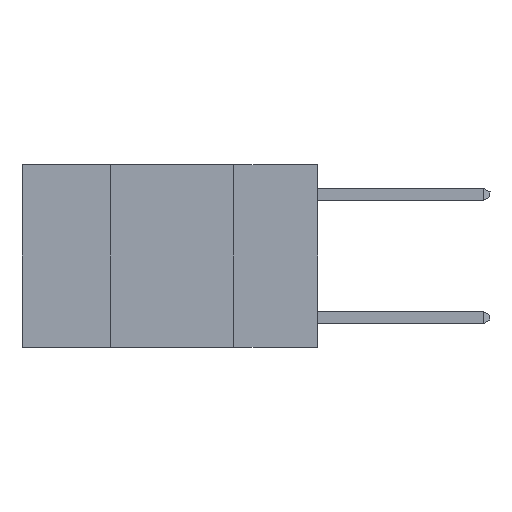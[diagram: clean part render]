
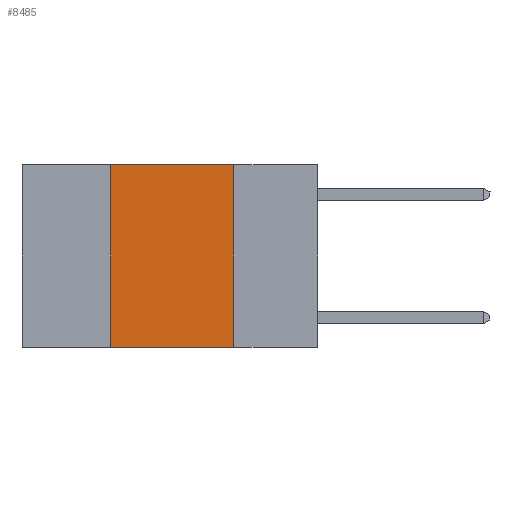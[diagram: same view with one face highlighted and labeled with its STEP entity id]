
A CAD part, left-side view. The second image highlights one B-rep face of the part: STEP entity #8485.
In plain terms, the highlighted planar face has unit normal (-1, 0, 0).
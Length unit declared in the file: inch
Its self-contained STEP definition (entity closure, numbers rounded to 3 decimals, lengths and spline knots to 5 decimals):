
#1274 = VECTOR ( 'NONE', #2624, 39.37008 ) ;
#1495 = CARTESIAN_POINT ( 'NONE',  ( 0., 0.17, 0. ) ) ;
#1516 = DIRECTION ( 'NONE',  ( 0., -1., 0. ) ) ;
#1833 = ORIENTED_EDGE ( 'NONE', *, *, #7798, .F. ) ;
#1873 = VECTOR ( 'NONE', #5597, 39.37008 ) ;
#1884 = CARTESIAN_POINT ( 'NONE',  ( 0., 0.17, 0. ) ) ;
#2171 = VECTOR ( 'NONE', #1516, 39.37008 ) ;
#2374 = CARTESIAN_POINT ( 'NONE',  ( 0., 0.6, 0. ) ) ;
#2392 = CARTESIAN_POINT ( 'NONE',  ( 0., 0.6, 0. ) ) ;
#2624 = DIRECTION ( 'NONE',  ( 0., 0., -1. ) ) ;
#3253 = VERTEX_POINT ( 'NONE', #5747 ) ;
#3497 = DIRECTION ( 'NONE',  ( 1., 0., 0. ) ) ;
#3562 = AXIS2_PLACEMENT_3D ( 'NONE', #2374, #3497, #10748 ) ;
#4321 = VERTEX_POINT ( 'NONE', #11006 ) ;
#4746 = ORIENTED_EDGE ( 'NONE', *, *, #10576, .F. ) ;
#4779 = LINE ( 'NONE', #2392, #1873 ) ;
#5234 = FACE_OUTER_BOUND ( 'NONE', #5870, .T. ) ;
#5597 = DIRECTION ( 'NONE',  ( 0., -1., 0. ) ) ;
#5747 = CARTESIAN_POINT ( 'NONE',  ( 0., 0.17, -0.37 ) ) ;
#5870 = EDGE_LOOP ( 'NONE', ( #12341, #1833, #4746, #10544 ) ) ;
#6930 = LINE ( 'NONE', #1495, #1274 ) ;
#7290 = CARTESIAN_POINT ( 'NONE',  ( 0., 0.42, -0.37 ) ) ;
#7754 = DIRECTION ( 'NONE',  ( 0., 0., 1. ) ) ;
#7798 = EDGE_CURVE ( 'NONE', #4321, #12134, #4779, .T. ) ;
#8485 = ADVANCED_FACE ( 'NONE', ( #5234 ), #8648, .F. ) ;
#8648 = PLANE ( 'NONE',  #3562 ) ;
#9190 = EDGE_CURVE ( 'NONE', #12229, #3253, #10545, .T. ) ;
#9901 = VECTOR ( 'NONE', #7754, 39.37008 ) ;
#10246 = LINE ( 'NONE', #12948, #9901 ) ;
#10544 = ORIENTED_EDGE ( 'NONE', *, *, #9190, .T. ) ;
#10545 = LINE ( 'NONE', #12054, #2171 ) ;
#10576 = EDGE_CURVE ( 'NONE', #12229, #4321, #10246, .T. ) ;
#10748 = DIRECTION ( 'NONE',  ( 0., 0., -1. ) ) ;
#11006 = CARTESIAN_POINT ( 'NONE',  ( 0., 0.42, 0. ) ) ;
#11288 = EDGE_CURVE ( 'NONE', #12134, #3253, #6930, .T. ) ;
#12054 = CARTESIAN_POINT ( 'NONE',  ( 0., 0.6, -0.37 ) ) ;
#12134 = VERTEX_POINT ( 'NONE', #1884 ) ;
#12229 = VERTEX_POINT ( 'NONE', #7290 ) ;
#12341 = ORIENTED_EDGE ( 'NONE', *, *, #11288, .F. ) ;
#12948 = CARTESIAN_POINT ( 'NONE',  ( 0., 0.42, 0. ) ) ;
